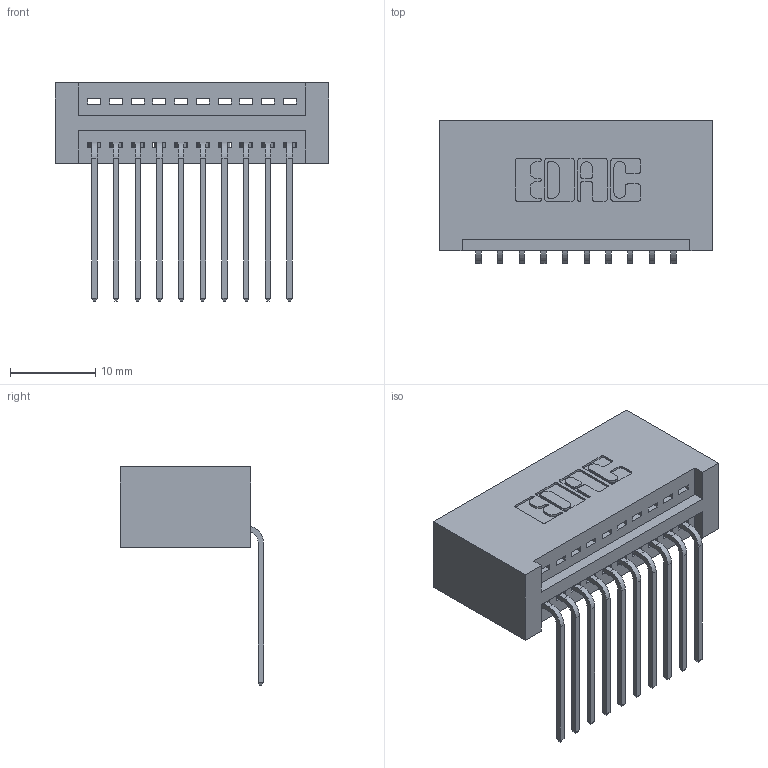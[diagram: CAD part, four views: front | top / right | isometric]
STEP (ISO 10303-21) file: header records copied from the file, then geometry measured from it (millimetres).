
FILE_DESCRIPTION (( 'STEP AP203' ), '1' );
FILE_NAME ('395-010-559-101.STEP', '2019-10-15T22:19:23', ( '' ), ( '' ), 'SwSTEP 2.0', 'SolidWorks 2016', '' );
FILE_SCHEMA (( 'CONFIG_CONTROL_DESIGN' ));
Length unit declared in the file: inch
Products named in the file (3): 395-010-559-101; 345-292-001_558 559 Tail - 1; 345 Part_No Mounting Lugs
Assembly tree (11 placements, depth 2):
  395-010-559-101
    345 Part_No Mounting Lugs
    345-292-001_558 559 Tail - 1  x10
Bounding box: 32 x 16.75 x 25.53 mm (x, y, z)
Volume: 3395.3 mm3; surface area: 4463.1 mm2
Topology: 11 solids, 11 shells, 718 faces, 2137 edges, 1410 vertices
Faces by surface type: plane 496, cylinder 222
Entity records: 11641 total; most frequent: CARTESIAN_POINT 2026, ORIENTED_EDGE 1970, DIRECTION 1809, EDGE_CURVE 985, VECTOR 821, LINE 821, VERTEX_POINT 654, AXIS2_PLACEMENT_3D 494
